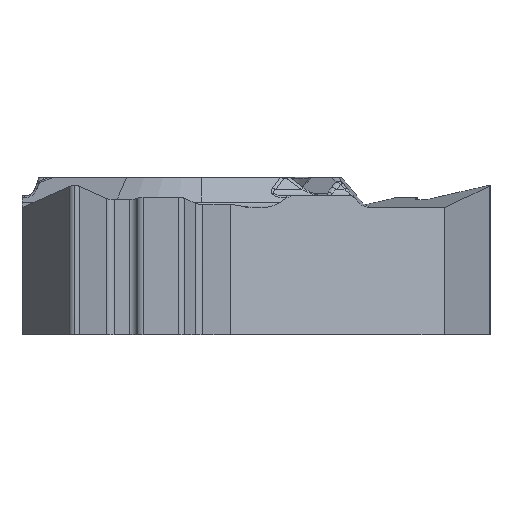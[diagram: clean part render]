
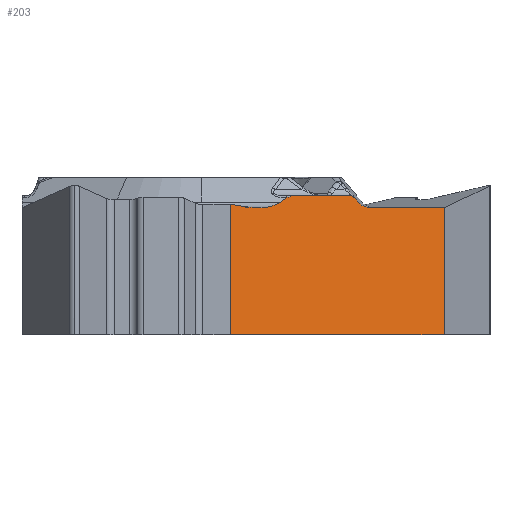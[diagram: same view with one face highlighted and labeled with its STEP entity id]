
A CAD part, front view. The second image highlights one B-rep face of the part: STEP entity #203.
In plain terms, the highlighted planar face has unit normal (0.5, -0.866, 0).
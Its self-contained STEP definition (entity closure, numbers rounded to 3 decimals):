
#203=ADVANCED_FACE('',(#469),#413,.F.);
#413=PLANE('',#3560);
#469=FACE_OUTER_BOUND('',#673,.T.);
#673=EDGE_LOOP('',(#1144,#1145,#1146,#1147,#1148,#1149,#1150,#1151,#1152,
#1153,#1154,#1155,#1156,#1157,#1158));
#897=ELLIPSE('',#3555,0.489,0.415);
#898=ELLIPSE('',#3556,0.177,0.15);
#899=ELLIPSE('',#3557,0.3,0.15);
#900=ELLIPSE('',#3558,0.83,0.415);
#901=ELLIPSE('',#3559,0.83,0.415);
#976=CIRCLE('',#3554,0.415);
#1144=ORIENTED_EDGE('',*,*,#2494,.T.);
#1145=ORIENTED_EDGE('',*,*,#2495,.T.);
#1146=ORIENTED_EDGE('',*,*,#2496,.T.);
#1147=ORIENTED_EDGE('',*,*,#2497,.F.);
#1148=ORIENTED_EDGE('',*,*,#2498,.T.);
#1149=ORIENTED_EDGE('',*,*,#2499,.F.);
#1150=ORIENTED_EDGE('',*,*,#2500,.F.);
#1151=ORIENTED_EDGE('',*,*,#2501,.T.);
#1152=ORIENTED_EDGE('',*,*,#2502,.F.);
#1153=ORIENTED_EDGE('',*,*,#2503,.F.);
#1154=ORIENTED_EDGE('',*,*,#2504,.T.);
#1155=ORIENTED_EDGE('',*,*,#2505,.F.);
#1156=ORIENTED_EDGE('',*,*,#2506,.T.);
#1157=ORIENTED_EDGE('',*,*,#2507,.T.);
#1158=ORIENTED_EDGE('',*,*,#2508,.T.);
#2180=VERTEX_POINT('',#5396);
#2181=VERTEX_POINT('',#5397);
#2182=VERTEX_POINT('',#5399);
#2183=VERTEX_POINT('',#5401);
#2184=VERTEX_POINT('',#5403);
#2185=VERTEX_POINT('',#5405);
#2186=VERTEX_POINT('',#5407);
#2187=VERTEX_POINT('',#5409);
#2188=VERTEX_POINT('',#5411);
#2189=VERTEX_POINT('',#5413);
#2190=VERTEX_POINT('',#5415);
#2191=VERTEX_POINT('',#5417);
#2192=VERTEX_POINT('',#5419);
#2193=VERTEX_POINT('',#5421);
#2194=VERTEX_POINT('',#5423);
#2494=EDGE_CURVE('',#2180,#2181,#3000,.T.);
#2495=EDGE_CURVE('',#2181,#2182,#3001,.T.);
#2496=EDGE_CURVE('',#2182,#2183,#976,.T.);
#2497=EDGE_CURVE('',#2184,#2183,#3002,.T.);
#2498=EDGE_CURVE('',#2184,#2185,#897,.T.);
#2499=EDGE_CURVE('',#2186,#2185,#3003,.T.);
#2500=EDGE_CURVE('',#2187,#2186,#898,.T.);
#2501=EDGE_CURVE('',#2187,#2188,#3004,.T.);
#2502=EDGE_CURVE('',#2189,#2188,#899,.T.);
#2503=EDGE_CURVE('',#2190,#2189,#3005,.T.);
#2504=EDGE_CURVE('',#2190,#2191,#900,.T.);
#2505=EDGE_CURVE('',#2192,#2191,#3006,.T.);
#2506=EDGE_CURVE('',#2192,#2193,#901,.T.);
#2507=EDGE_CURVE('',#2193,#2194,#3007,.T.);
#2508=EDGE_CURVE('',#2194,#2180,#3008,.T.);
#3000=LINE('',#5395,#3237);
#3001=LINE('',#5398,#3238);
#3002=LINE('',#5402,#3239);
#3003=LINE('',#5406,#3240);
#3004=LINE('',#5410,#3241);
#3005=LINE('',#5414,#3242);
#3006=LINE('',#5418,#3243);
#3007=LINE('',#5422,#3244);
#3008=LINE('',#5424,#3245);
#3237=VECTOR('',#3978,1.);
#3238=VECTOR('',#3979,1.);
#3239=VECTOR('',#3982,1.);
#3240=VECTOR('',#3985,1.);
#3241=VECTOR('',#3988,1.);
#3242=VECTOR('',#3991,1.);
#3243=VECTOR('',#3994,1.);
#3244=VECTOR('',#3997,1.);
#3245=VECTOR('',#3998,1.);
#3554=AXIS2_PLACEMENT_3D('',#5400,#3980,#3981);
#3555=AXIS2_PLACEMENT_3D('',#5404,#3983,#3984);
#3556=AXIS2_PLACEMENT_3D('',#5408,#3986,#3987);
#3557=AXIS2_PLACEMENT_3D('',#5412,#3989,#3990);
#3558=AXIS2_PLACEMENT_3D('',#5416,#3992,#3993);
#3559=AXIS2_PLACEMENT_3D('',#5420,#3995,#3996);
#3560=AXIS2_PLACEMENT_3D('',#5425,#3999,#4000);
#3978=DIRECTION('',(0.866,0.5,0.));
#3979=DIRECTION('',(0.,0.,1.));
#3980=DIRECTION('',(-0.5,0.866,0.));
#3981=DIRECTION('',(-0.866,-0.5,0.));
#3982=DIRECTION('',(0.866,0.5,0.));
#3983=DIRECTION('',(-0.5,0.866,0.));
#3984=DIRECTION('',(-0.866,-0.5,0.));
#3985=DIRECTION('',(0.609,0.352,-0.711));
#3986=DIRECTION('',(-0.5,0.866,0.));
#3987=DIRECTION('',(0.866,0.5,0.));
#3988=DIRECTION('',(-0.866,-0.5,0.));
#3989=DIRECTION('',(-0.5,0.866,0.));
#3990=DIRECTION('',(-0.866,-0.5,0.));
#3991=DIRECTION('',(0.744,0.43,0.512));
#3992=DIRECTION('',(-0.5,0.866,0.));
#3993=DIRECTION('',(-0.866,-0.5,0.));
#3994=DIRECTION('',(0.866,0.5,0.));
#3995=DIRECTION('',(-0.5,0.866,0.));
#3996=DIRECTION('',(0.866,0.5,0.));
#3997=DIRECTION('',(-0.858,-0.496,0.133));
#3998=DIRECTION('',(0.,0.,-1.));
#3999=DIRECTION('',(-0.5,0.866,0.));
#4000=DIRECTION('',(-0.866,-0.5,0.));
#5395=CARTESIAN_POINT('',(8.733,-0.457,-3.97));
#5396=CARTESIAN_POINT('',(0.779,-5.05,-3.97));
#5397=CARTESIAN_POINT('',(6.458,-1.771,-3.97));
#5398=CARTESIAN_POINT('',(6.458,-1.771,0.));
#5399=CARTESIAN_POINT('',(6.458,-1.771,-0.583));
#5400=CARTESIAN_POINT('',(6.419,-1.793,-0.17));
#5401=CARTESIAN_POINT('',(6.419,-1.793,-0.585));
#5402=CARTESIAN_POINT('',(-3.971,-7.792,-0.585));
#5403=CARTESIAN_POINT('',(4.499,-2.902,-0.585));
#5404=CARTESIAN_POINT('',(4.499,-2.902,-0.17));
#5405=CARTESIAN_POINT('',(4.174,-3.089,-0.437));
#5406=CARTESIAN_POINT('',(-0.044,-5.525,4.486));
#5407=CARTESIAN_POINT('',(4.077,-3.145,-0.324));
#5408=CARTESIAN_POINT('',(3.96,-3.213,-0.42));
#5409=CARTESIAN_POINT('',(3.96,-3.213,-0.27));
#5410=CARTESIAN_POINT('',(-3.971,-7.792,-0.27));
#5411=CARTESIAN_POINT('',(2.476,-4.07,-0.27));
#5412=CARTESIAN_POINT('',(2.476,-4.07,-0.42));
#5413=CARTESIAN_POINT('',(2.277,-4.185,-0.324));
#5414=CARTESIAN_POINT('',(7.165,-1.363,3.039));
#5415=CARTESIAN_POINT('',(2.113,-4.279,-0.437));
#5416=CARTESIAN_POINT('',(1.562,-4.597,-0.17));
#5417=CARTESIAN_POINT('',(1.562,-4.597,-0.585));
#5418=CARTESIAN_POINT('',(8.733,-0.457,-0.585));
#5419=CARTESIAN_POINT('',(1.45,-4.662,-0.585));
#5420=CARTESIAN_POINT('',(1.45,-4.662,-0.17));
#5421=CARTESIAN_POINT('',(1.264,-4.77,-0.571));
#5422=CARTESIAN_POINT('',(8.537,-0.571,-1.696));
#5423=CARTESIAN_POINT('',(0.779,-5.05,-0.496));
#5424=CARTESIAN_POINT('',(0.779,-5.05,0.));
#5425=CARTESIAN_POINT('',(8.733,-0.457,0.));
